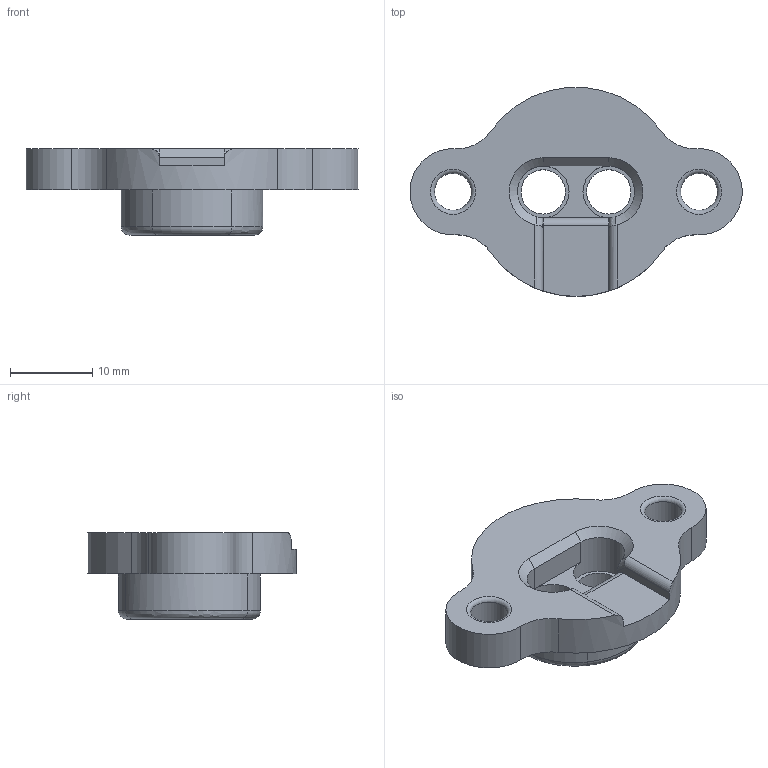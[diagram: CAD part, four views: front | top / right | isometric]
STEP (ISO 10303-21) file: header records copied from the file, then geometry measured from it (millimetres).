
FILE_DESCRIPTION(/* description */ (''),/* implementation_level */ '2;1');
FILE_NAME(/* name */ 'Sensor Mount No Temperature.step',/* time_stamp */ '2024-01-20T12:18:26-05:00',/* author */ (''),/* organization */ (''),/* preprocessor_version */ 'ST-DEVELOPER v20',/* originating_system */ 'Autodesk Translation Framework v12.14.0.127',/* authorisation */ '');
FILE_SCHEMA (('AUTOMOTIVE_DESIGN { 1 0 10303 214 3 1 1 }'));
Length unit declared in the file: millimetre
Products named in the file (1): CVT Infrared Enclosure
Bounding box: 40.46 x 25.45 x 10.5 mm (x, y, z)
Volume: 3576 mm3; surface area: 2434.3 mm2
Topology: 1 solids, 1 shells, 43 faces, 110 edges, 70 vertices
Faces by surface type: cylinder 19, plane 12, bspline 6, torus 4, cone 2
Full cylindrical faces by diameter (mm): 4.5 x2, 5.4 x2, 6.3 x2
Entity records: 2068 total; most frequent: CARTESIAN_POINT 969, ORIENTED_EDGE 220, DIRECTION 212, EDGE_CURVE 110, AXIS2_PLACEMENT_3D 86, VERTEX_POINT 70, EDGE_LOOP 52, CIRCLE 48
